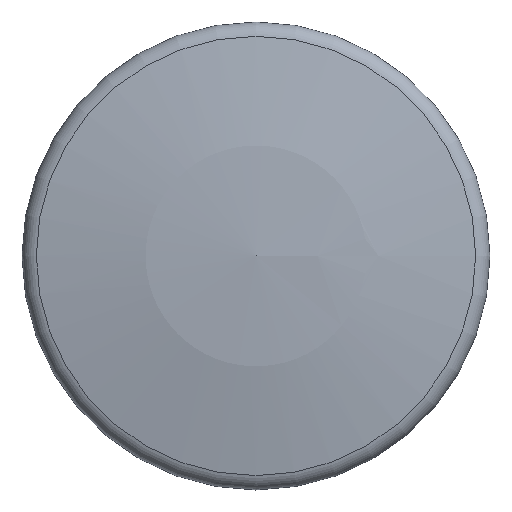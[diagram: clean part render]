
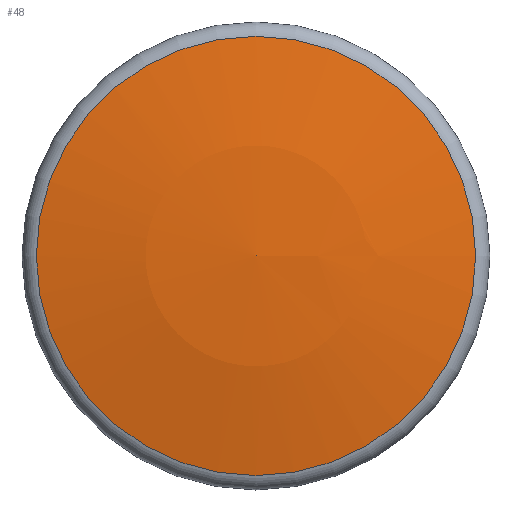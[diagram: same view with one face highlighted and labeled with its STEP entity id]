
A CAD part, top view. The second image highlights one B-rep face of the part: STEP entity #48.
In plain terms, the highlighted spherical face has radius 60 mm.
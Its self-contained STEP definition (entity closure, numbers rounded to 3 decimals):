
#48 = ADVANCED_FACE( '', ( #103 ), #104, .T. );
#103 = FACE_OUTER_BOUND( '', #165, .T. );
#104 = SPHERICAL_SURFACE( '', #166, 60. );
#165 = EDGE_LOOP( '', ( #231 ) );
#166 = AXIS2_PLACEMENT_3D( '', #232, #233, #234 );
#231 = ORIENTED_EDGE( '', *, *, #285, .T. );
#232 = CARTESIAN_POINT( '', ( 0., 0., -43. ) );
#233 = DIRECTION( '', ( 0., 0., 1. ) );
#234 = DIRECTION( '', ( 1., 0., 0. ) );
#285 = EDGE_CURVE( '', #314, #314, #315, .F. );
#314 = VERTEX_POINT( '', #354 );
#315 = CIRCLE( '', #355, 12.203 );
#354 = CARTESIAN_POINT( '', ( -12.203, 0., 15.746 ) );
#355 = AXIS2_PLACEMENT_3D( '', #394, #395, #396 );
#394 = CARTESIAN_POINT( '', ( 0., 0., 15.746 ) );
#395 = DIRECTION( '', ( 0., 0., -1. ) );
#396 = DIRECTION( '', ( -1., 0., 0. ) );
